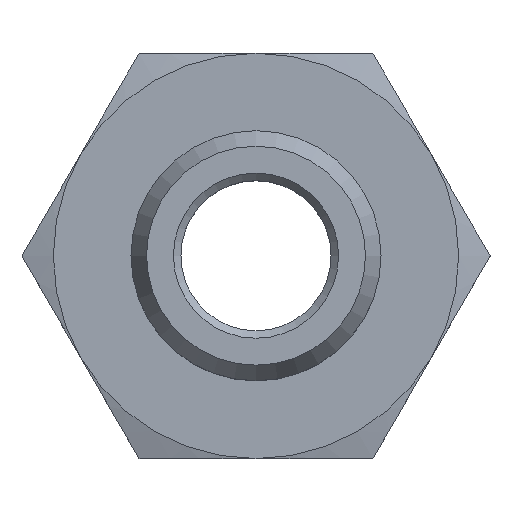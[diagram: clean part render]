
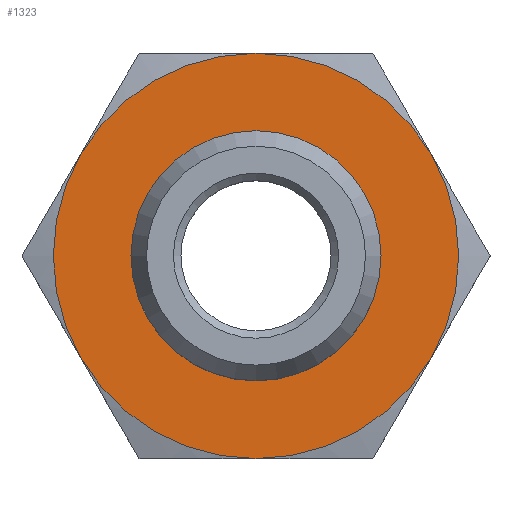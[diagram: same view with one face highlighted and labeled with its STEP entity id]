
A CAD part, top view. The second image highlights one B-rep face of the part: STEP entity #1323.
In plain terms, the highlighted face is planar.
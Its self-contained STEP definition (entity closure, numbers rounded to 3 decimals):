
#666=ORIENTED_EDGE('',*,*,#825,.F.);
#667=ORIENTED_EDGE('',*,*,#826,.F.);
#668=ORIENTED_EDGE('',*,*,#827,.F.);
#669=ORIENTED_EDGE('',*,*,#828,.F.);
#670=ORIENTED_EDGE('',*,*,#829,.F.);
#671=ORIENTED_EDGE('',*,*,#824,.F.);
#672=ORIENTED_EDGE('',*,*,#830,.T.);
#738=CIRCLE('',#1259,13.5);
#739=CIRCLE('',#1261,13.5);
#740=CIRCLE('',#1262,13.5);
#741=CIRCLE('',#1263,13.5);
#742=CIRCLE('',#1264,13.5);
#743=CIRCLE('',#1265,13.5);
#744=CIRCLE('',#1266,8.33);
#766=VERTEX_POINT('',#1127);
#769=VERTEX_POINT('',#1135);
#772=VERTEX_POINT('',#1144);
#775=VERTEX_POINT('',#1153);
#776=VERTEX_POINT('',#1157);
#779=VERTEX_POINT('',#1171);
#780=VERTEX_POINT('',#1174);
#824=EDGE_CURVE('',#775,#776,#738,.T.);
#825=EDGE_CURVE('',#772,#775,#739,.T.);
#826=EDGE_CURVE('',#769,#772,#740,.T.);
#827=EDGE_CURVE('',#766,#769,#741,.T.);
#828=EDGE_CURVE('',#779,#766,#742,.T.);
#829=EDGE_CURVE('',#776,#779,#743,.T.);
#830=EDGE_CURVE('',#780,#780,#744,.T.);
#854=EDGE_LOOP('',(#666,#667,#668,#669,#670,#671));
#855=EDGE_LOOP('',(#672));
#898=FACE_BOUND('',#854,.T.);
#899=FACE_BOUND('',#855,.T.);
#1009=DIRECTION('',(0.,-1.,0.));
#1010=DIRECTION('',(0.,0.,-13.5));
#1011=DIRECTION('',(0.,1.,0.));
#1012=DIRECTION('',(1.,0.,0.));
#1013=DIRECTION('',(0.,-1.,0.));
#1014=DIRECTION('',(0.,0.,-13.5));
#1015=DIRECTION('',(0.,-1.,0.));
#1016=DIRECTION('',(0.,0.,-13.5));
#1017=DIRECTION('',(0.,-1.,0.));
#1018=DIRECTION('',(0.,0.,-13.5));
#1019=DIRECTION('',(0.,-1.,0.));
#1020=DIRECTION('',(0.,0.,-13.5));
#1021=DIRECTION('',(0.,-1.,0.));
#1022=DIRECTION('',(0.,0.,-13.5));
#1023=DIRECTION('',(0.,-1.,0.));
#1024=DIRECTION('',(0.,0.,8.33));
#1127=CARTESIAN_POINT('',(4.388,17.739,13.5));
#1135=CARTESIAN_POINT('',(-7.304,17.739,6.75));
#1144=CARTESIAN_POINT('',(-7.304,17.739,-6.75));
#1153=CARTESIAN_POINT('',(4.388,17.739,-13.5));
#1157=CARTESIAN_POINT('',(16.079,17.739,-6.75));
#1166=CARTESIAN_POINT('',(4.388,17.739,0.));
#1167=CARTESIAN_POINT('',(12.182,17.739,-13.5));
#1168=CARTESIAN_POINT('',(4.388,17.739,0.));
#1169=CARTESIAN_POINT('',(4.388,17.739,0.));
#1170=CARTESIAN_POINT('',(4.388,17.739,0.));
#1171=CARTESIAN_POINT('',(16.079,17.739,6.75));
#1172=CARTESIAN_POINT('',(4.388,17.739,0.));
#1173=CARTESIAN_POINT('',(4.388,17.739,0.));
#1174=CARTESIAN_POINT('',(4.388,17.739,8.33));
#1175=CARTESIAN_POINT('',(4.388,17.739,0.));
#1259=AXIS2_PLACEMENT_3D('',#1166,#1009,#1010);
#1260=AXIS2_PLACEMENT_3D('',#1167,#1011,#1012);
#1261=AXIS2_PLACEMENT_3D('',#1168,#1013,#1014);
#1262=AXIS2_PLACEMENT_3D('',#1169,#1015,#1016);
#1263=AXIS2_PLACEMENT_3D('',#1170,#1017,#1018);
#1264=AXIS2_PLACEMENT_3D('',#1172,#1019,#1020);
#1265=AXIS2_PLACEMENT_3D('',#1173,#1021,#1022);
#1266=AXIS2_PLACEMENT_3D('',#1175,#1023,#1024);
#1311=PLANE('',#1260);
#1323=ADVANCED_FACE('',(#898,#899),#1311,.T.);
